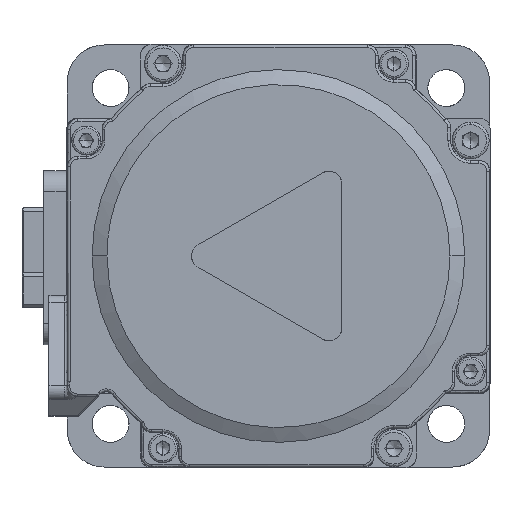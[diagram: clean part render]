
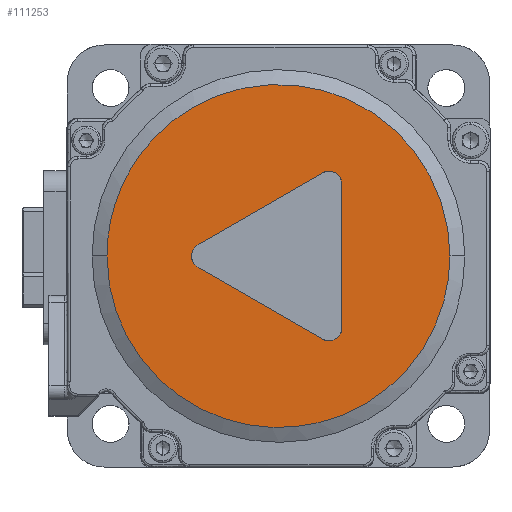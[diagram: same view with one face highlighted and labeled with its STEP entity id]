
A CAD part, left-side view. The second image highlights one B-rep face of the part: STEP entity #111253.
In plain terms, the highlighted free-form (B-spline) face has degree [1, 1] with [2, 2] control points.
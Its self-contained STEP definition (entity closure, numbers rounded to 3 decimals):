
#86 = CARTESIAN_POINT ( 'NONE',  ( 0., -32.5, 0. ) ) ;
#2051 = CARTESIAN_POINT ( 'NONE',  ( 0., -19.038, 32.5 ) ) ;
#4221 = EDGE_CURVE ( 'NONE', #47542, #62640, #75125, .T. ) ;
#7821 = EDGE_CURVE ( 'NONE', #114230, #45745, #124270, .T. ) ;
#10758 = CARTESIAN_POINT ( 'NONE',  ( 0., -12.035, -13.57 ) ) ;
#12915 = VERTEX_POINT ( 'NONE', #92689 ) ;
#13429 = CARTESIAN_POINT ( 'NONE',  ( 0., 32.5, -65. ) ) ;
#15142 = CARTESIAN_POINT ( 'NONE',  ( 0., -8.285, 15.735 ) ) ;
#18099 = CARTESIAN_POINT ( 'NONE',  ( 0., -8.285, -15.735 ) ) ;
#22226 = EDGE_CURVE ( 'NONE', #45745, #114230, #83418, .T. ) ;
#23344 = CARTESIAN_POINT ( 'NONE',  ( 0., 32.5, 0. ) ) ;
#24773 = CARTESIAN_POINT ( 'NONE',  ( 0., 15.219, 2.165 ) ) ;
#25458 = CARTESIAN_POINT ( 'NONE',  ( 0., 15.219, -2.165 ) ) ;
#25947 = CARTESIAN_POINT ( 'NONE',  ( 0., -32.5, -65. ) ) ;
#29455 = CARTESIAN_POINT ( 'NONE',  ( 0., 17.094, -1.083 ) ) ;
#31796 = EDGE_CURVE ( 'NONE', #12915, #124423, #39424, .T. ) ;
#32602 = ORIENTED_EDGE ( 'NONE', *, *, #58908, .F. ) ;
#33037 = CARTESIAN_POINT ( 'NONE',  ( 0., -10.999, 16.07 ) ) ;
#34125 = CARTESIAN_POINT ( 'NONE',  ( 0., 32.89, -32.89 ) ) ;
#34322 = CARTESIAN_POINT ( 'NONE',  ( 0., -8.285, 15.735 ) ) ;
#38562 =( BOUNDED_CURVE ( )  B_SPLINE_CURVE ( 3, ( #62692, #52162, #33037, #92397 ),
 .UNSPECIFIED., .F., .F. ) 
 B_SPLINE_CURVE_WITH_KNOTS ( ( 4, 4 ),
 ( -1.571, 0. ),
 .UNSPECIFIED. ) 
 CURVE ( )  GEOMETRIC_REPRESENTATION_ITEM ( )  RATIONAL_B_SPLINE_CURVE ( ( 1., 0.805, 0.805, 1. ) ) 
 REPRESENTATION_ITEM ( '' )  );
#38931 = CARTESIAN_POINT ( 'NONE',  ( 0., -8.285, -15.735 ) ) ;
#39424 = B_SPLINE_CURVE_WITH_KNOTS ( 'NONE', 1,
 ( #93389, #43256 ),
 .UNSPECIFIED., .F., .F.,
 ( 2, 2 ),
 ( 0., 1. ),
 .UNSPECIFIED. ) ;
#40111 = ORIENTED_EDGE ( 'NONE', *, *, #4221, .F. ) ;
#43256 = CARTESIAN_POINT ( 'NONE',  ( 0., -12.035, 13.57 ) ) ;
#45745 = VERTEX_POINT ( 'NONE', #57941 ) ;
#46893 = VERTEX_POINT ( 'NONE', #66257 ) ;
#47099 = B_SPLINE_CURVE_WITH_KNOTS ( 'NONE', 1,
 ( #125609, #24773 ),
 .UNSPECIFIED., .F., .F.,
 ( 2, 2 ),
 ( 0., 1. ),
 .UNSPECIFIED. ) ;
#47542 = VERTEX_POINT ( 'NONE', #54626 ) ;
#48571 = CARTESIAN_POINT ( 'NONE',  ( 0., 17.094, 1.083 ) ) ;
#50305 = EDGE_LOOP ( 'NONE', ( #128171, #85367 ) ) ;
#52162 = CARTESIAN_POINT ( 'NONE',  ( 0., -12.035, 15.034 ) ) ;
#52196 = CARTESIAN_POINT ( 'NONE',  ( 0., 0., 32.5 ) ) ;
#54101 = CARTESIAN_POINT ( 'NONE',  ( 0., -9.535, 16.07 ) ) ;
#54626 = CARTESIAN_POINT ( 'NONE',  ( 0., -9.535, 16.07 ) ) ;
#57941 = CARTESIAN_POINT ( 'NONE',  ( 0., 32.5, 0. ) ) ;
#58476 = CARTESIAN_POINT ( 'NONE',  ( 0., 15.219, -2.165 ) ) ;
#58908 = EDGE_CURVE ( 'NONE', #46893, #63821, #59385, .T. ) ;
#59385 =( BOUNDED_CURVE ( )  B_SPLINE_CURVE ( 3, ( #89454, #48571, #29455, #58476 ),
 .UNSPECIFIED., .F., .F. ) 
 B_SPLINE_CURVE_WITH_KNOTS ( ( 4, 4 ),
 ( -2.094, 0. ),
 .UNSPECIFIED. ) 
 CURVE ( )  GEOMETRIC_REPRESENTATION_ITEM ( )  RATIONAL_B_SPLINE_CURVE ( ( 1., 0.667, 0.667, 1. ) ) 
 REPRESENTATION_ITEM ( '' )  );
#62640 = VERTEX_POINT ( 'NONE', #15142 ) ;
#62692 = CARTESIAN_POINT ( 'NONE',  ( 0., -12.035, 13.57 ) ) ;
#63587 = B_SPLINE_SURFACE_WITH_KNOTS ( 'NONE', 1, 1, ( 
 ( #84228, #105956 ),
 ( #88605, #34125 ) ),
 .UNSPECIFIED., .F., .F., .F.,
 ( 2, 2 ),
 ( 2, 2 ),
 ( 0., 1. ),
 ( 0., 1. ),
 .UNSPECIFIED. ) ;
#63821 = VERTEX_POINT ( 'NONE', #96294 ) ;
#63977 = CARTESIAN_POINT ( 'NONE',  ( 0., -9.093, 16.07 ) ) ;
#64706 = B_SPLINE_CURVE_WITH_KNOTS ( 'NONE', 1,
 ( #25458, #18099 ),
 .UNSPECIFIED., .F., .F.,
 ( 2, 2 ),
 ( 0., 1. ),
 .UNSPECIFIED. ) ;
#66257 = CARTESIAN_POINT ( 'NONE',  ( 0., 15.219, 2.165 ) ) ;
#66646 = EDGE_CURVE ( 'NONE', #124423, #47542, #38562, .T. ) ;
#72028 = CARTESIAN_POINT ( 'NONE',  ( 0., -12.035, 13.57 ) ) ;
#73699 = EDGE_CURVE ( 'NONE', #62640, #46893, #47099, .T. ) ;
#74969 = FACE_OUTER_BOUND ( 'NONE', #50305, .T. ) ;
#75125 =( BOUNDED_CURVE ( )  B_SPLINE_CURVE ( 3, ( #54101, #63977, #122655, #34322 ),
 .UNSPECIFIED., .F., .F. ) 
 B_SPLINE_CURVE_WITH_KNOTS ( ( 4, 4 ),
 ( -0.524, 0. ),
 .UNSPECIFIED. ) 
 CURVE ( )  GEOMETRIC_REPRESENTATION_ITEM ( )  RATIONAL_B_SPLINE_CURVE ( ( 1., 0.977, 0.977, 1. ) ) 
 REPRESENTATION_ITEM ( '' )  );
#79964 = CARTESIAN_POINT ( 'NONE',  ( 0., -12.035, -15.735 ) ) ;
#81097 = VERTEX_POINT ( 'NONE', #38931 ) ;
#83418 =( BOUNDED_CURVE ( )  B_SPLINE_CURVE ( 3, ( #90478, #102299, #110884, #52196, #2051, #110228, #86 ),
 .UNSPECIFIED., .F., .T. ) 
 B_SPLINE_CURVE_WITH_KNOTS ( ( 4, 3, 4 ),
 ( -3.142, -1.571, 0. ),
 .UNSPECIFIED. ) 
 CURVE ( )  GEOMETRIC_REPRESENTATION_ITEM ( )  RATIONAL_B_SPLINE_CURVE ( ( 1., 0.805, 0.805, 1., 0.805, 0.805, 1. ) ) 
 REPRESENTATION_ITEM ( '' )  );
#84228 = CARTESIAN_POINT ( 'NONE',  ( 0., -32.89, 32.89 ) ) ;
#85367 = ORIENTED_EDGE ( 'NONE', *, *, #7821, .F. ) ;
#88032 = EDGE_LOOP ( 'NONE', ( #103374, #97892, #119557, #120041, #32602, #91726, #40111 ) ) ;
#88605 = CARTESIAN_POINT ( 'NONE',  ( 0., -32.89, -32.89 ) ) ;
#89454 = CARTESIAN_POINT ( 'NONE',  ( 0., 15.219, 2.165 ) ) ;
#90478 = CARTESIAN_POINT ( 'NONE',  ( 0., 32.5, 0. ) ) ;
#91726 = ORIENTED_EDGE ( 'NONE', *, *, #73699, .F. ) ;
#92397 = CARTESIAN_POINT ( 'NONE',  ( 0., -9.535, 16.07 ) ) ;
#92689 = CARTESIAN_POINT ( 'NONE',  ( 0., -12.035, -13.57 ) ) ;
#93389 = CARTESIAN_POINT ( 'NONE',  ( 0., -12.035, -13.57 ) ) ;
#96294 = CARTESIAN_POINT ( 'NONE',  ( 0., 15.219, -2.165 ) ) ;
#97892 = ORIENTED_EDGE ( 'NONE', *, *, #31796, .F. ) ;
#102299 = CARTESIAN_POINT ( 'NONE',  ( 0., 32.5, 19.038 ) ) ;
#102791 = CARTESIAN_POINT ( 'NONE',  ( 0., -32.5, 0. ) ) ;
#103374 = ORIENTED_EDGE ( 'NONE', *, *, #66646, .F. ) ;
#105956 = CARTESIAN_POINT ( 'NONE',  ( 0., 32.89, 32.89 ) ) ;
#110228 = CARTESIAN_POINT ( 'NONE',  ( 0., -32.5, 19.038 ) ) ;
#110884 = CARTESIAN_POINT ( 'NONE',  ( 0., 19.038, 32.5 ) ) ;
#111253 = ADVANCED_FACE ( 'NONE', ( #121175, #74969 ), #63587, .F. ) ;
#113673 = CARTESIAN_POINT ( 'NONE',  ( 0., -32.5, 0. ) ) ;
#114230 = VERTEX_POINT ( 'NONE', #102791 ) ;
#117592 =( BOUNDED_CURVE ( )  B_SPLINE_CURVE ( 3, ( #118870, #129455, #79964, #10758 ),
 .UNSPECIFIED., .F., .F. ) 
 B_SPLINE_CURVE_WITH_KNOTS ( ( 4, 4 ),
 ( -2.094, 0. ),
 .UNSPECIFIED. ) 
 CURVE ( )  GEOMETRIC_REPRESENTATION_ITEM ( )  RATIONAL_B_SPLINE_CURVE ( ( 1., 0.667, 0.667, 1. ) ) 
 REPRESENTATION_ITEM ( '' )  );
#117863 = EDGE_CURVE ( 'NONE', #81097, #12915, #117592, .T. ) ;
#118870 = CARTESIAN_POINT ( 'NONE',  ( 0., -8.285, -15.735 ) ) ;
#119557 = ORIENTED_EDGE ( 'NONE', *, *, #117863, .F. ) ;
#120041 = ORIENTED_EDGE ( 'NONE', *, *, #120481, .F. ) ;
#120481 = EDGE_CURVE ( 'NONE', #63821, #81097, #64706, .T. ) ;
#121175 = FACE_BOUND ( 'NONE', #88032, .T. ) ;
#122655 = CARTESIAN_POINT ( 'NONE',  ( 0., -8.667, 15.956 ) ) ;
#124270 =( BOUNDED_CURVE ( )  B_SPLINE_CURVE ( 3, ( #113673, #25947, #13429, #23344 ),
 .UNSPECIFIED., .F., .F. ) 
 B_SPLINE_CURVE_WITH_KNOTS ( ( 4, 4 ),
 ( -3.142, 0. ),
 .UNSPECIFIED. ) 
 CURVE ( )  GEOMETRIC_REPRESENTATION_ITEM ( )  RATIONAL_B_SPLINE_CURVE ( ( 1., 0.333, 0.333, 1. ) ) 
 REPRESENTATION_ITEM ( '' )  );
#124423 = VERTEX_POINT ( 'NONE', #72028 ) ;
#125609 = CARTESIAN_POINT ( 'NONE',  ( 0., -8.285, 15.735 ) ) ;
#128171 = ORIENTED_EDGE ( 'NONE', *, *, #22226, .F. ) ;
#129455 = CARTESIAN_POINT ( 'NONE',  ( 0., -10.16, -16.817 ) ) ;
